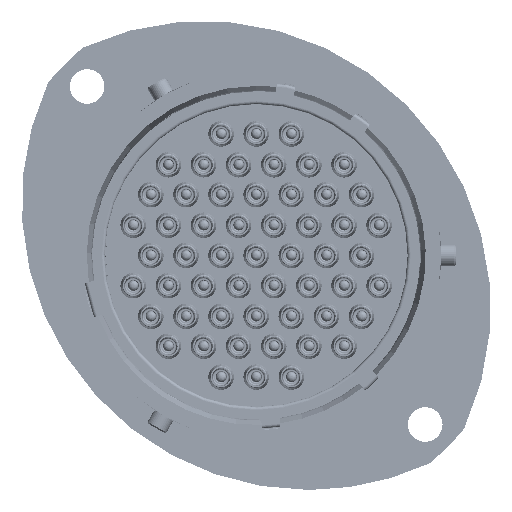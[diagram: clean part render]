
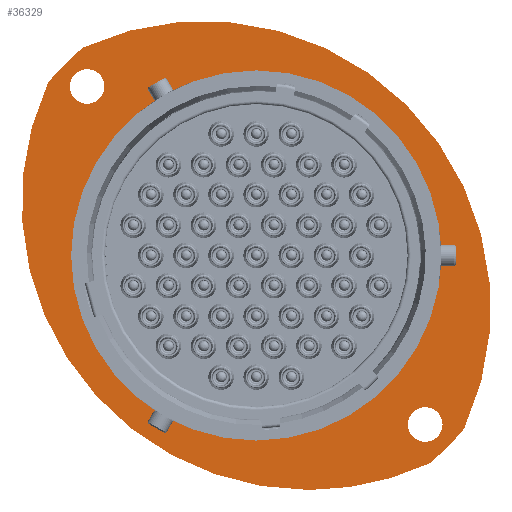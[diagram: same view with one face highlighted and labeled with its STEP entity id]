
A CAD part, left-side view. The second image highlights one B-rep face of the part: STEP entity #36329.
In plain terms, the highlighted planar face has unit normal (-1, 0, 0).
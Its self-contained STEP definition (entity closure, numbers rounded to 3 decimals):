
#1645 = CARTESIAN_POINT ( 'NONE',  ( 78.89, 28.011, -34.729 ) ) ;
#2286 = VERTEX_POINT ( 'NONE', #113692 ) ;
#3030 = DIRECTION ( 'NONE',  ( 0., 0., -1. ) ) ;
#4187 = CIRCLE ( 'NONE', #20726, 27. ) ;
#6854 = AXIS2_PLACEMENT_3D ( 'NONE', #81665, #55594, #3030 ) ;
#7521 = CIRCLE ( 'NONE', #88124, 1.625 ) ;
#8170 = DIRECTION ( 'NONE',  ( -1., 0., 0. ) ) ;
#8756 = VERTEX_POINT ( 'NONE', #64125 ) ;
#8960 = CARTESIAN_POINT ( 'NONE',  ( 78.89, -3.774, -66.513 ) ) ;
#9014 = FACE_BOUND ( 'NONE', #55432, .T. ) ;
#10488 = DIRECTION ( 'NONE',  ( -1., 0., 0. ) ) ;
#13161 = CARTESIAN_POINT ( 'NONE',  ( 78.89, 28.011, -33.104 ) ) ;
#13768 = VERTEX_POINT ( 'NONE', #112965 ) ;
#13806 = ORIENTED_EDGE ( 'NONE', *, *, #15121, .T. ) ;
#14000 = CIRCLE ( 'NONE', #58779, 1.625 ) ;
#14316 = DIRECTION ( 'NONE',  ( -1., 0., 0. ) ) ;
#14937 = VERTEX_POINT ( 'NONE', #106871 ) ;
#15035 = DIRECTION ( 'NONE',  ( -1., 0., 0. ) ) ;
#15121 = EDGE_CURVE ( 'NONE', #2286, #8756, #39322, .T. ) ;
#15280 = EDGE_CURVE ( 'NONE', #18284, #2286, #4187, .T. ) ;
#15701 = CARTESIAN_POINT ( 'NONE',  ( 78.89, -3.774, -68.138 ) ) ;
#18284 = VERTEX_POINT ( 'NONE', #69696 ) ;
#19342 = DIRECTION ( 'NONE',  ( 0., 0., -1. ) ) ;
#20251 = CARTESIAN_POINT ( 'NONE',  ( 78.89, 7.169, -45.671 ) ) ;
#20726 = AXIS2_PLACEMENT_3D ( 'NONE', #77190, #8170, #69530 ) ;
#21583 = ORIENTED_EDGE ( 'NONE', *, *, #77866, .F. ) ;
#23722 = AXIS2_PLACEMENT_3D ( 'NONE', #1645, #10488, #19342 ) ;
#25258 = CIRCLE ( 'NONE', #110048, 27. ) ;
#26728 = CARTESIAN_POINT ( 'NONE',  ( 78.89, 28.011, -34.729 ) ) ;
#32089 = EDGE_CURVE ( 'NONE', #14937, #111101, #14000, .T. ) ;
#32441 = CARTESIAN_POINT ( 'NONE',  ( 78.89, 12.119, -50.621 ) ) ;
#33883 = DIRECTION ( 'NONE',  ( 0., 0., 1. ) ) ;
#34226 = EDGE_CURVE ( 'NONE', #89060, #13768, #52883, .T. ) ;
#36329 = ADVANCED_FACE ( 'NONE', ( #9014, #103675, #80275, #57014 ), #99732, .F. ) ;
#37131 = CARTESIAN_POINT ( 'NONE',  ( 78.89, 28.409, -31.068 ) ) ;
#37314 = VERTEX_POINT ( 'NONE', #47662 ) ;
#39322 = CIRCLE ( 'NONE', #69907, 25.45 ) ;
#39501 = EDGE_LOOP ( 'NONE', ( #49263, #112743 ) ) ;
#41275 = DIRECTION ( 'NONE',  ( -1., 0., 0. ) ) ;
#43776 = EDGE_CURVE ( 'NONE', #57986, #45324, #82775, .T. ) ;
#45115 = DIRECTION ( 'NONE',  ( 0., 0., -1. ) ) ;
#45324 = VERTEX_POINT ( 'NONE', #107758 ) ;
#45506 = DIRECTION ( 'NONE',  ( -1., 0., 0. ) ) ;
#47662 = CARTESIAN_POINT ( 'NONE',  ( 78.89, 28.011, -36.354 ) ) ;
#48911 = CARTESIAN_POINT ( 'NONE',  ( 78.89, 12.119, -50.621 ) ) ;
#49263 = ORIENTED_EDGE ( 'NONE', *, *, #34226, .F. ) ;
#49530 = CIRCLE ( 'NONE', #23722, 1.625 ) ;
#50704 = EDGE_CURVE ( 'NONE', #37314, #83853, #7521, .T. ) ;
#52883 = CIRCLE ( 'NONE', #85174, 17.405 ) ;
#53405 = ORIENTED_EDGE ( 'NONE', *, *, #50704, .F. ) ;
#55432 = EDGE_LOOP ( 'NONE', ( #69891, #69210 ) ) ;
#55594 = DIRECTION ( 'NONE',  ( 1., 0., 0. ) ) ;
#57014 = FACE_OUTER_BOUND ( 'NONE', #81308, .T. ) ;
#57986 = VERTEX_POINT ( 'NONE', #37131 ) ;
#58779 = AXIS2_PLACEMENT_3D ( 'NONE', #8960, #113709, #69551 ) ;
#59488 = CARTESIAN_POINT ( 'NONE',  ( 78.89, 12.119, -33.216 ) ) ;
#59894 = AXIS2_PLACEMENT_3D ( 'NONE', #79161, #88087, #96891 ) ;
#64125 = CARTESIAN_POINT ( 'NONE',  ( 78.89, -7.435, -66.911 ) ) ;
#64821 = AXIS2_PLACEMENT_3D ( 'NONE', #20251, #90412, #65065 ) ;
#65065 = DIRECTION ( 'NONE',  ( 0., 0., -1. ) ) ;
#67227 = CARTESIAN_POINT ( 'NONE',  ( 78.89, 17.068, -55.571 ) ) ;
#67247 = DIRECTION ( 'NONE',  ( 0., 0., 1. ) ) ;
#68271 = DIRECTION ( 'NONE',  ( 0., 0., 1. ) ) ;
#68463 = CIRCLE ( 'NONE', #64821, 27. ) ;
#69210 = ORIENTED_EDGE ( 'NONE', *, *, #32089, .F. ) ;
#69530 = DIRECTION ( 'NONE',  ( 0., 0., -1. ) ) ;
#69551 = DIRECTION ( 'NONE',  ( 0., 0., -1. ) ) ;
#69696 = CARTESIAN_POINT ( 'NONE',  ( 78.89, 7.169, -72.671 ) ) ;
#69735 = EDGE_CURVE ( 'NONE', #8756, #57986, #25258, .T. ) ;
#69773 = ORIENTED_EDGE ( 'NONE', *, *, #15280, .T. ) ;
#69891 = ORIENTED_EDGE ( 'NONE', *, *, #95013, .F. ) ;
#69907 = AXIS2_PLACEMENT_3D ( 'NONE', #48911, #14316, #67247 ) ;
#70116 = ORIENTED_EDGE ( 'NONE', *, *, #69735, .T. ) ;
#72044 = EDGE_CURVE ( 'NONE', #45324, #18284, #68463, .T. ) ;
#76748 = CIRCLE ( 'NONE', #92134, 17.405 ) ;
#77190 = CARTESIAN_POINT ( 'NONE',  ( 78.89, 7.169, -45.671 ) ) ;
#77866 = EDGE_CURVE ( 'NONE', #83853, #37314, #49530, .T. ) ;
#79161 = CARTESIAN_POINT ( 'NONE',  ( 78.89, -3.774, -66.513 ) ) ;
#80275 = FACE_BOUND ( 'NONE', #39501, .T. ) ;
#81308 = EDGE_LOOP ( 'NONE', ( #104836, #69773, #13806, #70116, #88599 ) ) ;
#81665 = CARTESIAN_POINT ( 'NONE',  ( 78.89, 29.524, -50.621 ) ) ;
#82775 = CIRCLE ( 'NONE', #97107, 25.45 ) ;
#83853 = VERTEX_POINT ( 'NONE', #13161 ) ;
#85174 = AXIS2_PLACEMENT_3D ( 'NONE', #96696, #93999, #68271 ) ;
#87220 = CARTESIAN_POINT ( 'NONE',  ( 78.89, 12.119, -50.621 ) ) ;
#88087 = DIRECTION ( 'NONE',  ( -1., 0., 0. ) ) ;
#88124 = AXIS2_PLACEMENT_3D ( 'NONE', #26728, #45506, #45115 ) ;
#88599 = ORIENTED_EDGE ( 'NONE', *, *, #43776, .T. ) ;
#89060 = VERTEX_POINT ( 'NONE', #59488 ) ;
#90377 = EDGE_LOOP ( 'NONE', ( #53405, #21583 ) ) ;
#90412 = DIRECTION ( 'NONE',  ( -1., 0., 0. ) ) ;
#92134 = AXIS2_PLACEMENT_3D ( 'NONE', #32441, #41275, #102655 ) ;
#93999 = DIRECTION ( 'NONE',  ( -1., 0., 0. ) ) ;
#94351 = CIRCLE ( 'NONE', #59894, 1.625 ) ;
#95013 = EDGE_CURVE ( 'NONE', #111101, #14937, #94351, .T. ) ;
#96696 = CARTESIAN_POINT ( 'NONE',  ( 78.89, 12.119, -50.621 ) ) ;
#96891 = DIRECTION ( 'NONE',  ( 0., 0., -1. ) ) ;
#97107 = AXIS2_PLACEMENT_3D ( 'NONE', #87220, #112178, #33883 ) ;
#99732 = PLANE ( 'NONE',  #6854 ) ;
#99865 = DIRECTION ( 'NONE',  ( 0., 0., -1. ) ) ;
#102655 = DIRECTION ( 'NONE',  ( 0., 0., 1. ) ) ;
#103675 = FACE_BOUND ( 'NONE', #90377, .T. ) ;
#104836 = ORIENTED_EDGE ( 'NONE', *, *, #72044, .T. ) ;
#106871 = CARTESIAN_POINT ( 'NONE',  ( 78.89, -3.774, -64.888 ) ) ;
#107758 = CARTESIAN_POINT ( 'NONE',  ( 78.89, 31.672, -34.33 ) ) ;
#109139 = EDGE_CURVE ( 'NONE', #13768, #89060, #76748, .T. ) ;
#110048 = AXIS2_PLACEMENT_3D ( 'NONE', #67227, #15035, #99865 ) ;
#111101 = VERTEX_POINT ( 'NONE', #15701 ) ;
#112178 = DIRECTION ( 'NONE',  ( -1., 0., 0. ) ) ;
#112743 = ORIENTED_EDGE ( 'NONE', *, *, #109139, .F. ) ;
#112965 = CARTESIAN_POINT ( 'NONE',  ( 78.89, 12.119, -68.026 ) ) ;
#113692 = CARTESIAN_POINT ( 'NONE',  ( 78.89, -4.172, -70.174 ) ) ;
#113709 = DIRECTION ( 'NONE',  ( -1., 0., 0. ) ) ;
